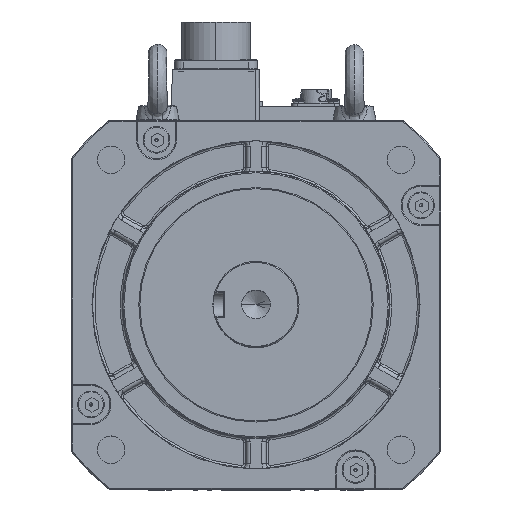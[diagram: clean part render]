
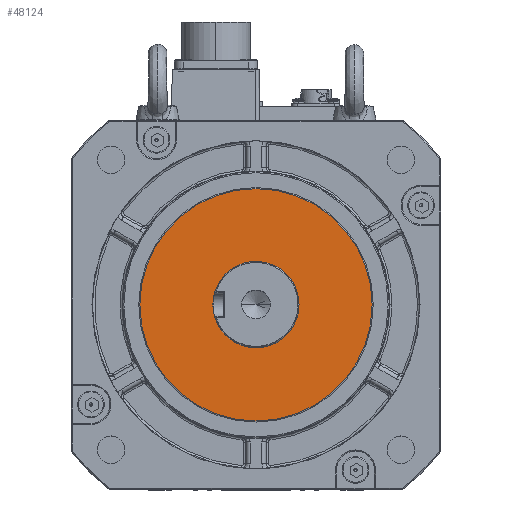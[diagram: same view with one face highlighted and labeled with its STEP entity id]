
A CAD part, top view. The second image highlights one B-rep face of the part: STEP entity #48124.
In plain terms, the highlighted planar face has unit normal (0, 0, 1).
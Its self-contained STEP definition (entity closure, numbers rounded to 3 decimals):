
#1074 = CIRCLE ( 'NONE', #22585, 20.7 ) ;
#1200 = DIRECTION ( 'NONE',  ( 1., 0., 0. ) ) ;
#2482 = FACE_OUTER_BOUND ( 'NONE', #56390, .T. ) ;
#4077 = DIRECTION ( 'NONE',  ( 1., 0., 0. ) ) ;
#11216 = EDGE_CURVE ( 'NONE', #42383, #28199, #1074, .T. ) ;
#11921 = AXIS2_PLACEMENT_3D ( 'NONE', #67360, #35642, #4077 ) ;
#12732 = DIRECTION ( 'NONE',  ( 0., 0., 1. ) ) ;
#12962 = CARTESIAN_POINT ( 'NONE',  ( 0., 0., 96.7 ) ) ;
#14320 = DIRECTION ( 'NONE',  ( 0., 0., 1. ) ) ;
#15656 = EDGE_CURVE ( 'NONE', #31053, #27203, #39439, .T. ) ;
#16337 = ORIENTED_EDGE ( 'NONE', *, *, #15656, .T. ) ;
#17781 = CARTESIAN_POINT ( 'NONE',  ( 56.65, 0., 96.7 ) ) ;
#18738 = CARTESIAN_POINT ( 'NONE',  ( 20.7, 0., 96.7 ) ) ;
#20306 = EDGE_CURVE ( 'NONE', #28199, #42383, #25683, .T. ) ;
#20336 = CARTESIAN_POINT ( 'NONE',  ( 0., 0., 96.7 ) ) ;
#21905 = AXIS2_PLACEMENT_3D ( 'NONE', #20336, #47160, #25388 ) ;
#22585 = AXIS2_PLACEMENT_3D ( 'NONE', #62656, #14320, #35768 ) ;
#23260 = EDGE_CURVE ( 'NONE', #27203, #31053, #40497, .T. ) ;
#25388 = DIRECTION ( 'NONE',  ( 1., 0., 0. ) ) ;
#25683 = CIRCLE ( 'NONE', #35896, 20.7 ) ;
#27203 = VERTEX_POINT ( 'NONE', #61230 ) ;
#27259 = AXIS2_PLACEMENT_3D ( 'NONE', #58731, #49162, #1200 ) ;
#28199 = VERTEX_POINT ( 'NONE', #18738 ) ;
#30326 = PLANE ( 'NONE',  #11921 ) ;
#31053 = VERTEX_POINT ( 'NONE', #17781 ) ;
#33193 = ORIENTED_EDGE ( 'NONE', *, *, #23260, .T. ) ;
#34168 = DIRECTION ( 'NONE',  ( 0., -1., 0. ) ) ;
#35642 = DIRECTION ( 'NONE',  ( 0., 0., 1. ) ) ;
#35768 = DIRECTION ( 'NONE',  ( 0., -1., 0. ) ) ;
#35896 = AXIS2_PLACEMENT_3D ( 'NONE', #12962, #12732, #34168 ) ;
#39034 = ORIENTED_EDGE ( 'NONE', *, *, #20306, .F. ) ;
#39093 = EDGE_LOOP ( 'NONE', ( #39034, #52059 ) ) ;
#39439 = CIRCLE ( 'NONE', #27259, 56.65 ) ;
#40497 = CIRCLE ( 'NONE', #21905, 56.65 ) ;
#41308 = FACE_BOUND ( 'NONE', #39093, .T. ) ;
#42383 = VERTEX_POINT ( 'NONE', #68112 ) ;
#47160 = DIRECTION ( 'NONE',  ( 0., 0., 1. ) ) ;
#48124 = ADVANCED_FACE ( 'NONE', ( #41308, #2482 ), #30326, .T. ) ;
#49162 = DIRECTION ( 'NONE',  ( 0., 0., 1. ) ) ;
#52059 = ORIENTED_EDGE ( 'NONE', *, *, #11216, .F. ) ;
#56390 = EDGE_LOOP ( 'NONE', ( #33193, #16337 ) ) ;
#58731 = CARTESIAN_POINT ( 'NONE',  ( 0., 0., 96.7 ) ) ;
#61230 = CARTESIAN_POINT ( 'NONE',  ( -56.65, 0., 96.7 ) ) ;
#62656 = CARTESIAN_POINT ( 'NONE',  ( 0., 0., 96.7 ) ) ;
#67360 = CARTESIAN_POINT ( 'NONE',  ( 52.5, 0., 96.7 ) ) ;
#68112 = CARTESIAN_POINT ( 'NONE',  ( -20.7, 0., 96.7 ) ) ;
